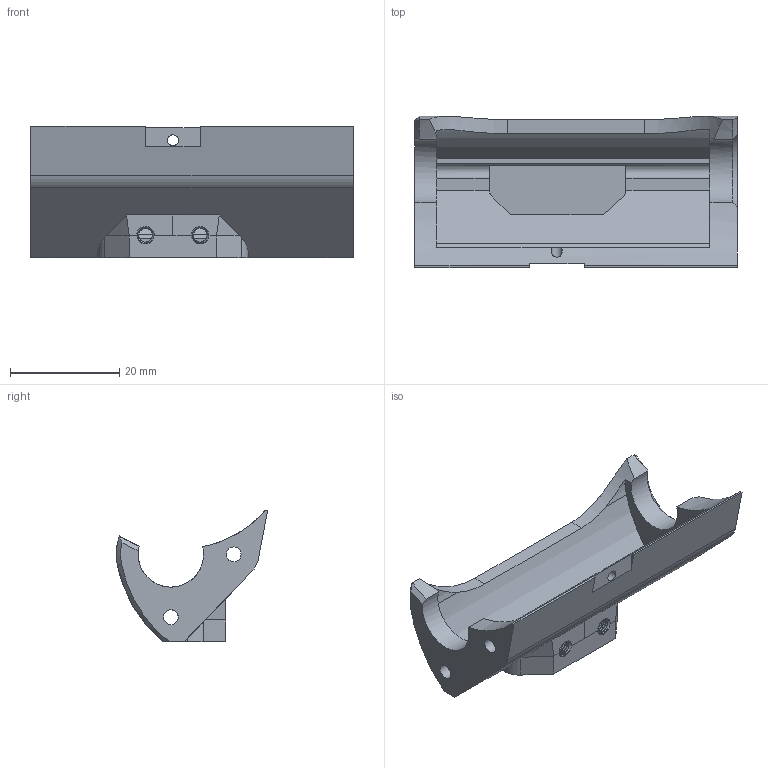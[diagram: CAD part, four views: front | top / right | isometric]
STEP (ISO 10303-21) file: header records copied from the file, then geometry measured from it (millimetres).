
FILE_DESCRIPTION(('FreeCAD Model'),'2;1');
FILE_NAME('Open CASCADE Shape Model','2023-08-22T19:50:08',(''),(''), 'Open CASCADE STEP processor 7.6','FreeCAD','Unknown');
FILE_SCHEMA(('AUTOMOTIVE_DESIGN { 1 0 10303 214 1 1 1 1 }'));
Length unit declared in the file: millimetre
Products named in the file (1): Hole100
Bounding box: 59 x 27.71 x 24.08 mm (x, y, z)
Volume: 7226 mm3; surface area: 6875.7 mm2
Topology: 1 solids, 1 shells, 98 faces, 292 edges, 191 vertices
Faces by surface type: bspline 34, cylinder 29, plane 28, cone 7
Full cylindrical faces by diameter (mm): 2 x1, 2.52 x3, 2.7 x3
Entity records: 13805 total; most frequent: CARTESIAN_POINT 8773, DIRECTION 677, ORIENTED_EDGE 584, PCURVE 584, DEFINITIONAL_REPRESENTATION 584, LINE 380, VECTOR 380, B_SPLINE_CURVE_WITH_KNOTS 371
